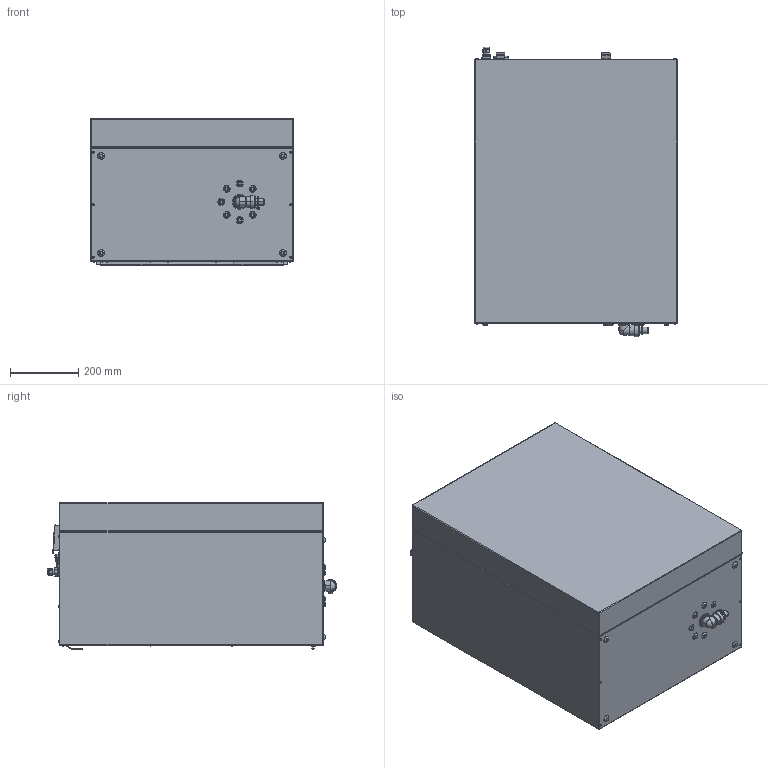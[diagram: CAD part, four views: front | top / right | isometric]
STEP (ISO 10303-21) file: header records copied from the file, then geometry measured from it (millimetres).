
FILE_DESCRIPTION(('CoCreate Modeling STEP Export'),'2;1');
FILE_NAME('WS170KBR.stp','2013-03-05T11:00:45',(''),(''),'CoCreate Modeling STEP processor for AP214 (Solid Model)','CoCreate Modeling 17.0B 12-Nov-2010 (C) Parametric Technology GmbH','');
FILE_SCHEMA(('AUTOMOTIVE_DESIGN { 1 0 10303 214 1 1 1 1 }'));
Length unit declared in the file: millimetre
Products named in the file (7): 5-Reduzierstück_von_28mm_auf_19mm; 2-Deckel_mit_Bypass; 4-Ablaufwinkel_90-Grad_28mm; 1-Gehäuse_Rechtsausführung; 6-Kabelbinder; 3-Wandhalterung; WS170KBR
Assembly tree (6 placements, depth 2):
  WS170KBR
    3-Wandhalterung
    6-Kabelbinder
    1-Gehäuse_Rechtsausführung
    4-Ablaufwinkel_90-Grad_28mm
    2-Deckel_mit_Bypass
    5-Reduzierstück_von_28mm_auf_19mm
Bounding box: 595 x 850 x 431.3 mm (x, y, z)
Volume: 79511063.7 mm3; surface area: 3822778 mm2
Topology: 6 solids, 6 shells, 909 faces, 2217 edges, 1361 vertices
Faces by surface type: cylinder 380, plane 202, torus 202, cone 62, bspline 38, sphere 22, extrusion 3
Entity records: 30473 total; most frequent: CARTESIAN_POINT 9239, ORIENTED_EDGE 4378, DIRECTION 4065, EDGE_CURVE 2189, AXIS2_PLACEMENT_3D 1675, VERTEX_POINT 1361, EDGE_LOOP 1028, FACE_OUTER_BOUND 909
